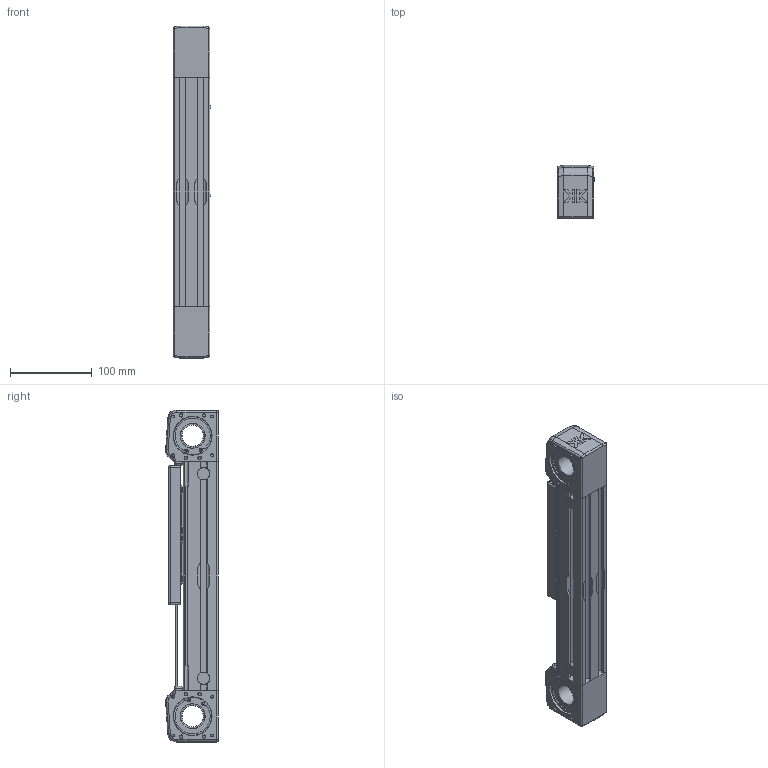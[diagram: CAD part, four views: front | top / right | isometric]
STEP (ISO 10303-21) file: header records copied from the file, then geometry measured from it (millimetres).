
FILE_DESCRIPTION(/* description */ ('Asse GR-45M-NCA F26'),/* implementation_level */ '2;1');
FILE_NAME(/* name */ 'GR-45M-NCA-F26-CLIENTE.stp',/* time_stamp */ '2025-02-04T15:05:37+01:00',/* author */ ('davide.cavedon'),/* organization */ (''),/* preprocessor_version */ 'ST-DEVELOPER v20',/* originating_system */ 'Autodesk Inventor 2024',/* authorisation */ '');
FILE_SCHEMA (('CONFIG_CONTROL_DESIGN'));
Length unit declared in the file: millimetre
Products named in the file (4): GR-45M-NCA-F26-CLIENTE; C_GR-45M-NCA-F26-CLIENTE_001; C_GR-45S-NCA-F26-CLIENTE_002; C_GR-45M-NCA-F26-CLIENTE_002
Assembly tree (4 placements, depth 2):
  GR-45M-NCA-F26-CLIENTE
    C_GR-45M-NCA-F26-CLIENTE_001
    C_GR-45S-NCA-F26-CLIENTE_002  x2
    C_GR-45M-NCA-F26-CLIENTE_002
Bounding box: 46 x 64.59 x 406 mm (x, y, z)
Volume: 730844.1 mm3; surface area: 224338.2 mm2
Topology: 15 solids, 19 shells, 1221 faces, 3255 edges, 2106 vertices
Faces by surface type: plane 738, cylinder 341, cone 66, torus 42, bspline 22, sphere 12
Full cylindrical faces by diameter (mm): 2.5 x8, 3 x2, 3.242 x18, 3.25 x3, 4 x12, 4.134 x30, 4.5 x8, 7 x12, 8 x8, 10 x4, 15 x4, 15.2 x4, 26 x2, 47 x4
Entity records: 33343 total; most frequent: CARTESIAN_POINT 6764, ORIENTED_EDGE 5386, DIRECTION 5233, EDGE_CURVE 2693, VERTEX_POINT 1781, LINE 1769, VECTOR 1769, AXIS2_PLACEMENT_3D 1732
